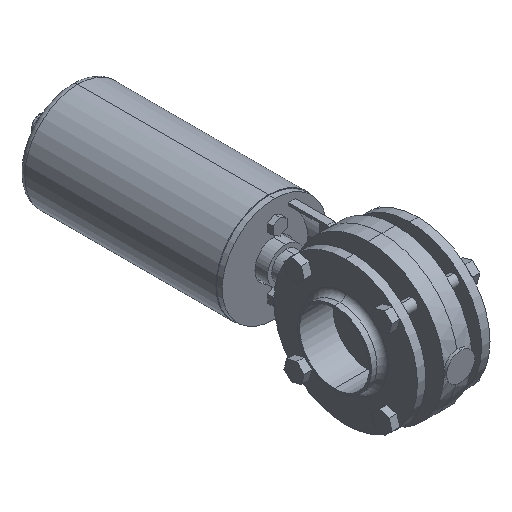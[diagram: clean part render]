
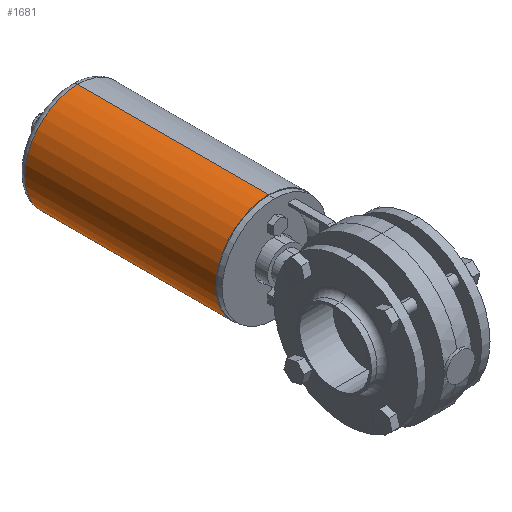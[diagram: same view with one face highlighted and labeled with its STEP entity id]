
A CAD part, isometric view. The second image highlights one B-rep face of the part: STEP entity #1681.
In plain terms, the highlighted cylindrical face has radius 38 mm (diameter 76 mm), a partial arc.
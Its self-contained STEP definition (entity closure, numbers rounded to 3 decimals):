
#101 = DIRECTION ( 'NONE',  ( 0., -1., 0. ) ) ;
#382 = EDGE_LOOP ( 'NONE', ( #3031, #3524, #821, #4823 ) ) ;
#402 = EDGE_CURVE ( 'NONE', #4175, #4257, #864, .T. ) ;
#514 = DIRECTION ( 'NONE',  ( 0., 1., 0. ) ) ;
#548 = CARTESIAN_POINT ( 'NONE',  ( 0., 142., 0. ) ) ;
#703 = CIRCLE ( 'NONE', #4285, 38. ) ;
#821 = ORIENTED_EDGE ( 'NONE', *, *, #1195, .T. ) ;
#864 = CIRCLE ( 'NONE', #3853, 38. ) ;
#1058 = CYLINDRICAL_SURFACE ( 'NONE', #2087, 38. ) ;
#1188 = LINE ( 'NONE', #3170, #2738 ) ;
#1195 = EDGE_CURVE ( 'NONE', #4257, #5387, #1188, .T. ) ;
#1229 = VERTEX_POINT ( 'NONE', #3581 ) ;
#1249 = CARTESIAN_POINT ( 'NONE',  ( 0., 142., 38. ) ) ;
#1426 = DIRECTION ( 'NONE',  ( 0., 0., -1. ) ) ;
#1528 = LINE ( 'NONE', #1249, #2319 ) ;
#1681 = ADVANCED_FACE ( 'NONE', ( #5548 ), #1058, .T. ) ;
#1817 = DIRECTION ( 'NONE',  ( 0., 0., 1. ) ) ;
#2087 = AXIS2_PLACEMENT_3D ( 'NONE', #548, #101, #1426 ) ;
#2319 = VECTOR ( 'NONE', #3069, 1000. ) ;
#2398 = CARTESIAN_POINT ( 'NONE',  ( 0., 137., -38. ) ) ;
#2738 = VECTOR ( 'NONE', #4002, 1000. ) ;
#2885 = CARTESIAN_POINT ( 'NONE',  ( 0., 137., 38. ) ) ;
#2945 = DIRECTION ( 'NONE',  ( 0., -1., 0. ) ) ;
#3031 = ORIENTED_EDGE ( 'NONE', *, *, #4458, .F. ) ;
#3069 = DIRECTION ( 'NONE',  ( 0., -1., 0. ) ) ;
#3170 = CARTESIAN_POINT ( 'NONE',  ( 0., 142., -38. ) ) ;
#3524 = ORIENTED_EDGE ( 'NONE', *, *, #402, .T. ) ;
#3581 = CARTESIAN_POINT ( 'NONE',  ( 0., 0., 38. ) ) ;
#3853 = AXIS2_PLACEMENT_3D ( 'NONE', #5534, #2945, #4158 ) ;
#4002 = DIRECTION ( 'NONE',  ( 0., -1., 0. ) ) ;
#4158 = DIRECTION ( 'NONE',  ( 0., 0., 1. ) ) ;
#4175 = VERTEX_POINT ( 'NONE', #2885 ) ;
#4257 = VERTEX_POINT ( 'NONE', #2398 ) ;
#4285 = AXIS2_PLACEMENT_3D ( 'NONE', #5257, #514, #1817 ) ;
#4458 = EDGE_CURVE ( 'NONE', #4175, #1229, #1528, .T. ) ;
#4593 = EDGE_CURVE ( 'NONE', #5387, #1229, #703, .T. ) ;
#4823 = ORIENTED_EDGE ( 'NONE', *, *, #4593, .T. ) ;
#5257 = CARTESIAN_POINT ( 'NONE',  ( 0., 0., 0. ) ) ;
#5387 = VERTEX_POINT ( 'NONE', #5389 ) ;
#5389 = CARTESIAN_POINT ( 'NONE',  ( 0., 0., -38. ) ) ;
#5534 = CARTESIAN_POINT ( 'NONE',  ( 0., 137., 0. ) ) ;
#5548 = FACE_OUTER_BOUND ( 'NONE', #382, .T. ) ;
